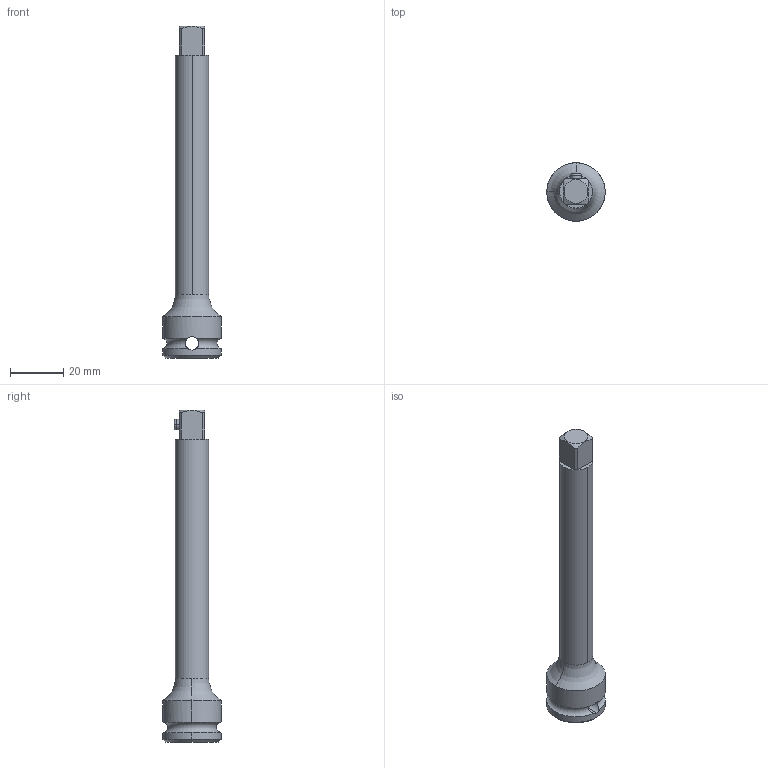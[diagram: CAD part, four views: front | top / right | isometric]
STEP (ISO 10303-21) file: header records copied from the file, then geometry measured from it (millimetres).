
FILE_DESCRIPTION((''),'2;1');
FILE_NAME('4027123403','2023-08-22T12:12:58',('A00565553'),(''),'CREO PARAMETRIC BY PTC INC, 2022414','CREO PARAMETRIC BY PTC INC, 2022414','');
FILE_SCHEMA(('CONFIG_CONTROL_DESIGN','GEOMETRIC_VALIDATION_PROPERTIES_MIM'));
Length unit declared in the file: millimetre
Products named in the file (1): 4027123403
Bounding box: 22 x 22 x 125 mm (x, y, z)
Volume: 17873.2 mm3; surface area: 6760.9 mm2
Topology: 2 solids, 2 shells, 65 faces, 161 edges, 102 vertices
Faces by surface type: cylinder 25, plane 22, cone 10, torus 6, bspline 2
Entity records: 3225 total; most frequent: CARTESIAN_POINT 1028, ORIENTED_EDGE 322, DIRECTION 314, PRESENTATION_STYLE_ASSIGNMENT 171, STYLED_ITEM 163, CURVE_STYLE 161, EDGE_CURVE 161, AXIS2_PLACEMENT_3D 129
